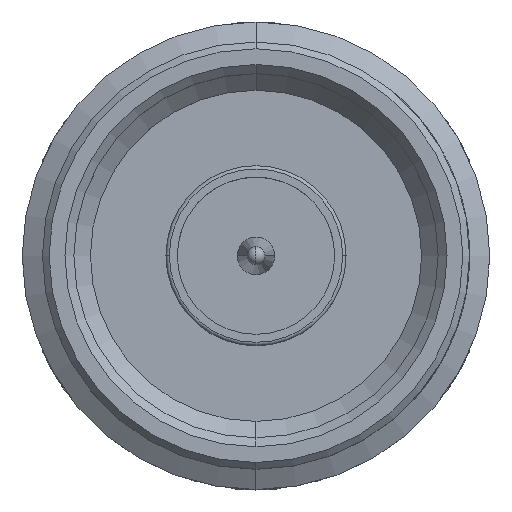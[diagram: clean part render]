
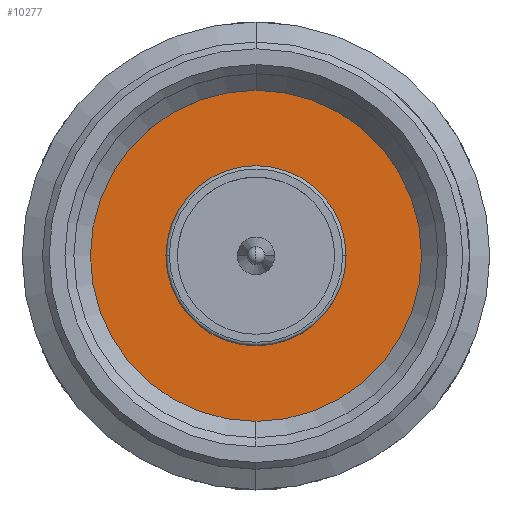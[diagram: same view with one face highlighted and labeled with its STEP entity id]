
A CAD part, top view. The second image highlights one B-rep face of the part: STEP entity #10277.
In plain terms, the highlighted planar face has unit normal (0, 0, 1).
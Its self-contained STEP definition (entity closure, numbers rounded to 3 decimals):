
#153 = AXIS2_PLACEMENT_3D ( 'NONE', #6809, #17573, #8369 ) ;
#659 = EDGE_LOOP ( 'NONE', ( #17168, #5701 ) ) ;
#737 = CARTESIAN_POINT ( 'NONE',  ( 0., 7.366, -4.632 ) ) ;
#1139 = AXIS2_PLACEMENT_3D ( 'NONE', #5305, #16053, #6847 ) ;
#1146 = EDGE_CURVE ( 'NONE', #14780, #3257, #2413, .T. ) ;
#1381 = EDGE_LOOP ( 'NONE', ( #10504, #13754 ) ) ;
#1598 = CARTESIAN_POINT ( 'NONE',  ( -4.005, 0., -4.632 ) ) ;
#2403 = AXIS2_PLACEMENT_3D ( 'NONE', #2736, #13520, #4291 ) ;
#2413 = CIRCLE ( 'NONE', #13191, 4.005 ) ;
#2736 = CARTESIAN_POINT ( 'NONE',  ( 0., 0., -4.632 ) ) ;
#3257 = VERTEX_POINT ( 'NONE', #16828 ) ;
#4026 = PLANE ( 'NONE',  #15846 ) ;
#4159 = CARTESIAN_POINT ( 'NONE',  ( 0., -7.366, -4.632 ) ) ;
#4291 = DIRECTION ( 'NONE',  ( -1., 0., 0. ) ) ;
#4515 = FACE_OUTER_BOUND ( 'NONE', #659, .T. ) ;
#5305 = CARTESIAN_POINT ( 'NONE',  ( 0., 0., -4.632 ) ) ;
#5500 = VERTEX_POINT ( 'NONE', #4159 ) ;
#5545 = DIRECTION ( 'NONE',  ( 0., 0., -1. ) ) ;
#5561 = CARTESIAN_POINT ( 'NONE',  ( 0., 0., -4.632 ) ) ;
#5701 = ORIENTED_EDGE ( 'NONE', *, *, #19419, .T. ) ;
#6676 = EDGE_CURVE ( 'NONE', #5500, #8837, #17391, .T. ) ;
#6809 = CARTESIAN_POINT ( 'NONE',  ( 0., 0., -4.632 ) ) ;
#6847 = DIRECTION ( 'NONE',  ( -1., 0., 0. ) ) ;
#8369 = DIRECTION ( 'NONE',  ( -1., 0., 0. ) ) ;
#8657 = DIRECTION ( 'NONE',  ( -1., 0., 0. ) ) ;
#8837 = VERTEX_POINT ( 'NONE', #737 ) ;
#10277 = ADVANCED_FACE ( 'NONE', ( #4515, #12240 ), #4026, .F. ) ;
#10504 = ORIENTED_EDGE ( 'NONE', *, *, #14500, .T. ) ;
#11630 = CIRCLE ( 'NONE', #153, 7.366 ) ;
#12240 = FACE_BOUND ( 'NONE', #1381, .T. ) ;
#13191 = AXIS2_PLACEMENT_3D ( 'NONE', #14753, #5545, #16304 ) ;
#13520 = DIRECTION ( 'NONE',  ( 0., 0., 1. ) ) ;
#13754 = ORIENTED_EDGE ( 'NONE', *, *, #1146, .T. ) ;
#14500 = EDGE_CURVE ( 'NONE', #3257, #14780, #18007, .T. ) ;
#14753 = CARTESIAN_POINT ( 'NONE',  ( 0., 0., -4.632 ) ) ;
#14780 = VERTEX_POINT ( 'NONE', #1598 ) ;
#15846 = AXIS2_PLACEMENT_3D ( 'NONE', #5561, #17863, #8657 ) ;
#16053 = DIRECTION ( 'NONE',  ( 0., 0., -1. ) ) ;
#16304 = DIRECTION ( 'NONE',  ( -1., 0., 0. ) ) ;
#16828 = CARTESIAN_POINT ( 'NONE',  ( 4.005, 0., -4.632 ) ) ;
#17168 = ORIENTED_EDGE ( 'NONE', *, *, #6676, .T. ) ;
#17391 = CIRCLE ( 'NONE', #2403, 7.366 ) ;
#17573 = DIRECTION ( 'NONE',  ( 0., 0., 1. ) ) ;
#17863 = DIRECTION ( 'NONE',  ( 0., 0., -1. ) ) ;
#18007 = CIRCLE ( 'NONE', #1139, 4.005 ) ;
#19419 = EDGE_CURVE ( 'NONE', #8837, #5500, #11630, .T. ) ;
